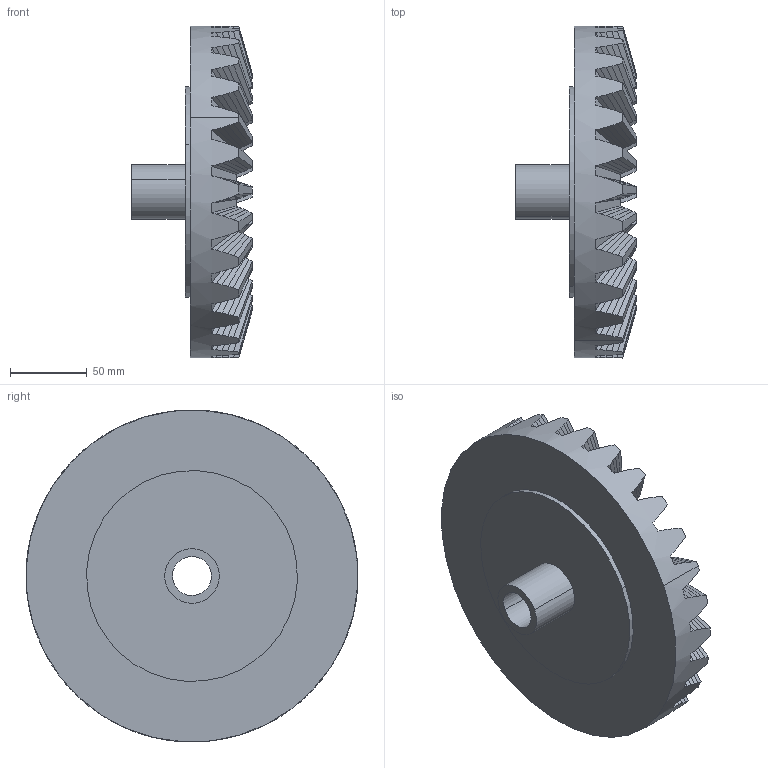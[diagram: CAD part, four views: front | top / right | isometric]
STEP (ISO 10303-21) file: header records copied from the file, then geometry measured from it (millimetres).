
FILE_DESCRIPTION (( 'STEP AP203' ), '1' );
FILE_NAME ('RDRingGear_Primary.STEP', '2023-07-27T05:57:22', ( '' ), ( '' ), 'SwSTEP 2.0', 'SolidWorks 2021', '' );
FILE_SCHEMA (( 'CONFIG_CONTROL_DESIGN' ));
Length unit declared in the file: centimetre
Products named in the file (4): Differential Gears _1_-1; Part 55; Rear Axle Assembly _1_; RDRingGear_Primary
Assembly tree (3 placements, depth 4):
  RDRingGear_Primary
    Rear Axle Assembly _1_
      Differential Gears _1_-1
        Part 55
Bounding box: 78.65 x 215.88 x 215.88 mm (x, y, z)
Volume: 811983 mm3; surface area: 127965.1 mm2
Topology: 1 solids, 1 shells, 380 faces, 1096 edges, 720 vertices
Faces by surface type: plane 340, cone 30, cylinder 10
Entity records: 12776 total; most frequent: CARTESIAN_POINT 3470, ORIENTED_EDGE 2192, DIRECTION 1524, EDGE_CURVE 1096, VERTEX_POINT 720, LINE 600, VECTOR 600, AXIS2_PLACEMENT_3D 462
